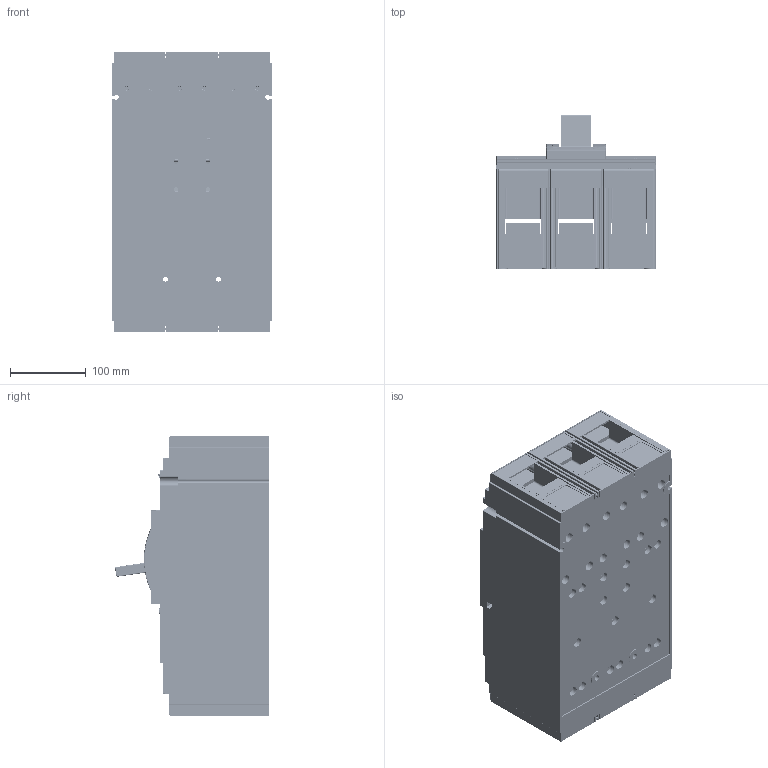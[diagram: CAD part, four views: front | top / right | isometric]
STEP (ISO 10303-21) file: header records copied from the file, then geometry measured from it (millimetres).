
FILE_DESCRIPTION((''),'2;1');
FILE_NAME('NM8-1250_3P-2020100001_ASM','2020-11-17T13:01:01',('wanhf'),(''),'CREO PARAMETRIC BY PTC INC, 2018020','CREO PARAMETRIC BY PTC INC, 2018020','');
FILE_SCHEMA(('CONFIG_CONTROL_DESIGN','SHAPE_APPEARANCE_LAYERS_GROUPS'));
Products named in the file (95): 8024DZ; 8206LGZ; 8206CBZ; 8206YBZ-50312; 8257TK; 8206TKXZ; 8233SLG-51635; 8233SLG-52032; 8206YBZ-54053; 8253YB; 8253SB; 8ZTD-585-772-94889; 8550JHYD-95471; 8550JYD2-95563; 8550JYD2-95655; 8ZTD-749-048-95747; 8ZTD-967-125-97048; 8ZTD-967-125-97170; 8ZTD-967-125-97292; 8ZTD-585-772-97414; 8550JHYD-97996; 8550JYD2-98088; 8550JYD2-98180; 8ZTD-749-048-98272; 8ZTD-967-125-99573; 8ZTD-967-125-99695; 8ZTD-967-125-99817; 8ZTD-585-772-99939; 8550JHYD-100521; 8550JYD2-100613; 8550JYD2-100705; 8315GAI; 8253AN; 8040TJJZJ; 8233TJG; 8040ZJ4-196230; 8040ZJ4-197271; 8040ZJ4-198312; M3X8_GB823-199353; M3X8_GB823-200163 ...
Assembly tree (96 placements, depth 3):
  NM8-1250_3P-2020100001_ASM
    2ZTD-256-287_ASM
      8024DZ
      8206LGZ
      8206CBZ
      8206YBZ-50312
      8257TK
      8206TKXZ
      8233SLG-51635
      8233SLG-52032
      8206YBZ-54053
      8253YB
      8253SB
      8ZTD-585-772-94889
      8550JHYD-95471
      8550JYD2-95563
      8550JYD2-95655
      8ZTD-749-048-95747
      8ZTD-967-125-97048
      8ZTD-967-125-97170
      8ZTD-967-125-97292
      8ZTD-585-772-97414
      8550JHYD-97996
      8550JYD2-98088
      8550JYD2-98180
      8ZTD-749-048-98272
      8ZTD-967-125-99573
      8ZTD-967-125-99695
      8ZTD-967-125-99817
      8ZTD-585-772-99939
      8550JHYD-100521
      8550JYD2-100613
      8550JYD2-100705
      8315GAI
      8253AN
      8040TJJZJ
      8233TJG
      8040ZJ4-196230
      8040ZJ4-197271
      8040ZJ4-198312
      M3X8_GB823-199353
      M3X8_GB823-200163
      8253XN
      M3X10_GB78-201449
      M3_GB6172-201884
      M3X10_GB78-202718
      M3X10_GB78-203153
      M3X10_GB78-203588
      M3X16_GB78
      M3_GB6172-204458
      M3_GB6172-205292
      M3_GB6172-206126
      M3_GB6172-206960
      M3_GB6172-207794
      M3X10_GB78-208628
      M3X10_GB78-209063
      8040TJZJ2
      8253XN2
      8236TL
      8885SK
Bounding box: 210 x 202.95 x 370 mm (x, y, z)
Volume: 5343735.9 mm3; surface area: 1888092.4 mm2
Topology: 95 solids, 95 shells, 9424 faces, 26256 edges, 17068 vertices
Faces by surface type: plane 6474, cylinder 2282, cone 362, torus 149, sphere 91, bspline 59, extrusion 5, revolution 2
Entity records: 331373 total; most frequent: CARTESIAN_POINT 60259, ORIENTED_EDGE 51828, DIRECTION 49702, EDGE_CURVE 25914, VECTOR 19310, LINE 19305, VERTEX_POINT 16931, AXIS2_PLACEMENT_3D 15195
